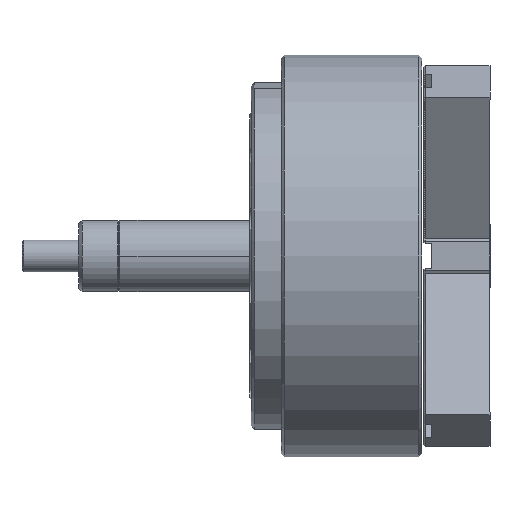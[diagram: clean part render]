
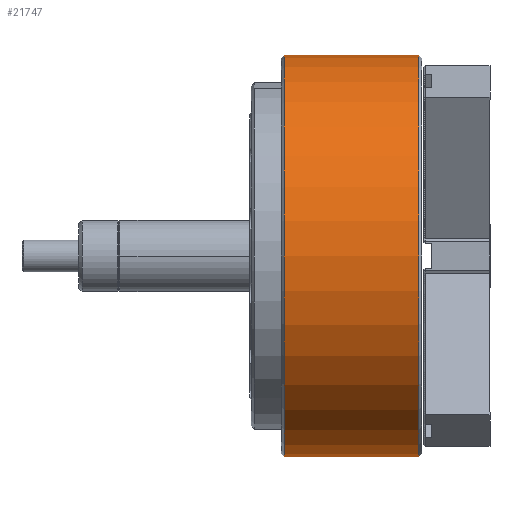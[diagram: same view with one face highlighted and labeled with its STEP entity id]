
A CAD part, front view. The second image highlights one B-rep face of the part: STEP entity #21747.
In plain terms, the highlighted cylindrical face has radius 127 mm (diameter 254 mm), a partial arc.
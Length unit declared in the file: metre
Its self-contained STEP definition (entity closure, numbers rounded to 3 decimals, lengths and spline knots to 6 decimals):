
#2745 = VERTEX_POINT ( 'NONE', #18962 ) ;
#6693 = EDGE_CURVE ( 'NONE', #2745, #21742, #19413, .T. ) ;
#18962 = CARTESIAN_POINT ( 'NONE',  ( 0.087, 0., 0.127 ) ) ;
#19405 = DIRECTION ( 'NONE',  ( -1., 0., 0. ) ) ;
#19406 = VECTOR ( 'NONE', #19405, 1. ) ;
#19412 = CARTESIAN_POINT ( 'NONE',  ( 0., 0., 0.127 ) ) ;
#19413 = LINE ( 'NONE', #19412, #19406 ) ;
#21742 = VERTEX_POINT ( 'NONE', #25139 ) ;
#21746 = ORIENTED_EDGE ( 'NONE', *, *, #6693, .T. ) ;
#21747 = ADVANCED_FACE ( 'NONE', ( #25138 ), #25187, .T. ) ;
#21748 = EDGE_CURVE ( 'NONE', #22131, #2745, #25178, .T. ) ;
#21752 = EDGE_CURVE ( 'NONE', #21742, #22358, #25163, .T. ) ;
#21767 = ORIENTED_EDGE ( 'NONE', *, *, #21748, .T. ) ;
#21768 = EDGE_LOOP ( 'NONE', ( #21769, #21767, #21746, #21778 ) ) ;
#21769 = ORIENTED_EDGE ( 'NONE', *, *, #22238, .F. ) ;
#21778 = ORIENTED_EDGE ( 'NONE', *, *, #21752, .T. ) ;
#22131 = VERTEX_POINT ( 'NONE', #25820 ) ;
#22238 = EDGE_CURVE ( 'NONE', #22131, #22358, #25960, .T. ) ;
#22358 = VERTEX_POINT ( 'NONE', #26340 ) ;
#23731 = DIRECTION ( 'NONE',  ( 1., 0., 0. ) ) ;
#23732 = CARTESIAN_POINT ( 'NONE',  ( 0.002, 0., 0. ) ) ;
#24459 = DIRECTION ( 'NONE',  ( 0., 0., -1. ) ) ;
#25130 = DIRECTION ( 'NONE',  ( 0., 0., 1. ) ) ;
#25138 = FACE_OUTER_BOUND ( 'NONE', #21768, .T. ) ;
#25139 = CARTESIAN_POINT ( 'NONE',  ( 0.002, 0., 0.127 ) ) ;
#25160 = AXIS2_PLACEMENT_3D ( 'NONE', #23732, #23731, #24459 ) ;
#25163 = CIRCLE ( 'NONE', #25160, 0.127 ) ;
#25165 = DIRECTION ( 'NONE',  ( 0., 0., 1. ) ) ;
#25166 = AXIS2_PLACEMENT_3D ( 'NONE', #25167, #25168, #25165 ) ;
#25167 = CARTESIAN_POINT ( 'NONE',  ( 0.087, 0., 0. ) ) ;
#25168 = DIRECTION ( 'NONE',  ( -1., 0., 0. ) ) ;
#25171 = AXIS2_PLACEMENT_3D ( 'NONE', #25176, #25175, #25130 ) ;
#25175 = DIRECTION ( 'NONE',  ( -1., 0., 0. ) ) ;
#25176 = CARTESIAN_POINT ( 'NONE',  ( 0., 0., 0. ) ) ;
#25178 = CIRCLE ( 'NONE', #25166, 0.127 ) ;
#25187 = CYLINDRICAL_SURFACE ( 'NONE', #25171, 0.127 ) ;
#25820 = CARTESIAN_POINT ( 'NONE',  ( 0.087, 0., -0.127 ) ) ;
#25959 = CARTESIAN_POINT ( 'NONE',  ( 0., 0., -0.127 ) ) ;
#25960 = LINE ( 'NONE', #25959, #26043 ) ;
#26042 = DIRECTION ( 'NONE',  ( -1., 0., 0. ) ) ;
#26043 = VECTOR ( 'NONE', #26042, 1. ) ;
#26340 = CARTESIAN_POINT ( 'NONE',  ( 0.002, 0., -0.127 ) ) ;
